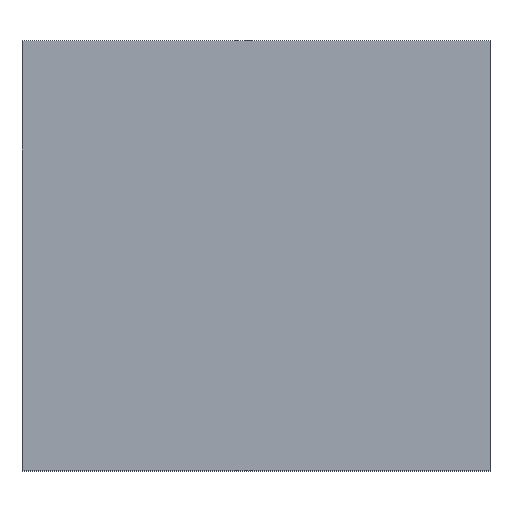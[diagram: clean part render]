
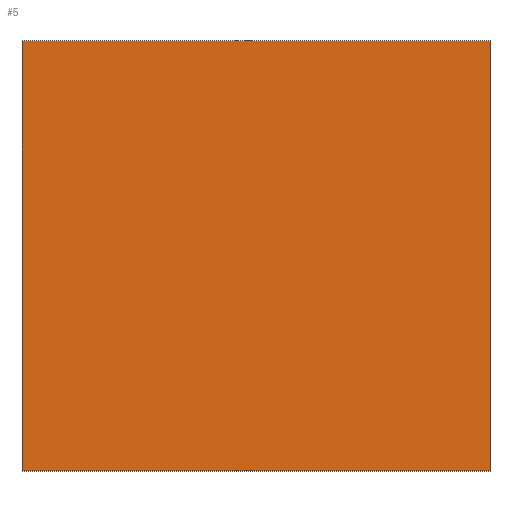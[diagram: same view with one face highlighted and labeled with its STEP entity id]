
A CAD part, top view. The second image highlights one B-rep face of the part: STEP entity #5.
In plain terms, the highlighted planar face has unit normal (0, 0, 1).
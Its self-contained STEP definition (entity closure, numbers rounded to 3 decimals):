
#5 = ADVANCED_FACE ( 'NONE', ( #228 ), #127, .F. ) ;
#30 = EDGE_CURVE ( 'NONE', #76, #121, #231, .T. ) ;
#47 = EDGE_CURVE ( 'NONE', #119, #128, #158, .T. ) ;
#48 = EDGE_CURVE ( 'NONE', #119, #76, #195, .T. ) ;
#49 = EDGE_CURVE ( 'NONE', #128, #121, #193, .T. ) ;
#59 = AXIS2_PLACEMENT_3D ( 'NONE', #120, #78, #77 ) ;
#76 = VERTEX_POINT ( 'NONE', #102 ) ;
#77 = DIRECTION ( 'NONE',  ( -1., 0., 0. ) ) ;
#78 = DIRECTION ( 'NONE',  ( 0., 0., -1. ) ) ;
#101 = CARTESIAN_POINT ( 'NONE',  ( 0., 70., 0. ) ) ;
#102 = CARTESIAN_POINT ( 'NONE',  ( 0., 0., 0. ) ) ;
#106 = DIRECTION ( 'NONE',  ( 0., -1., 0. ) ) ;
#111 = CARTESIAN_POINT ( 'NONE',  ( 0., 70., 0. ) ) ;
#112 = DIRECTION ( 'NONE',  ( 0., -1., 0. ) ) ;
#113 = DIRECTION ( 'NONE',  ( 1., 0., 0. ) ) ;
#114 = CARTESIAN_POINT ( 'NONE',  ( 0., 70., 0. ) ) ;
#119 = VERTEX_POINT ( 'NONE', #101 ) ;
#120 = CARTESIAN_POINT ( 'NONE',  ( 0., 70., 0. ) ) ;
#121 = VERTEX_POINT ( 'NONE', #147 ) ;
#127 = PLANE ( 'NONE',  #59 ) ;
#128 = VERTEX_POINT ( 'NONE', #146 ) ;
#136 = DIRECTION ( 'NONE',  ( 1., 0., 0. ) ) ;
#141 = CARTESIAN_POINT ( 'NONE',  ( 0., 0., 0. ) ) ;
#146 = CARTESIAN_POINT ( 'NONE',  ( 76.2, 70., 0. ) ) ;
#147 = CARTESIAN_POINT ( 'NONE',  ( 76.2, 0., 0. ) ) ;
#148 = CARTESIAN_POINT ( 'NONE',  ( 76.2, 70., 0. ) ) ;
#158 = LINE ( 'NONE', #114, #159 ) ;
#159 = VECTOR ( 'NONE', #113, 1000. ) ;
#166 = VECTOR ( 'NONE', #136, 1000. ) ;
#168 = ORIENTED_EDGE ( 'NONE', *, *, #30, .T. ) ;
#192 = VECTOR ( 'NONE', #106, 1000. ) ;
#193 = LINE ( 'NONE', #148, #192 ) ;
#194 = VECTOR ( 'NONE', #112, 1000. ) ;
#195 = LINE ( 'NONE', #111, #194 ) ;
#207 = ORIENTED_EDGE ( 'NONE', *, *, #47, .F. ) ;
#209 = ORIENTED_EDGE ( 'NONE', *, *, #49, .F. ) ;
#211 = ORIENTED_EDGE ( 'NONE', *, *, #48, .T. ) ;
#216 = EDGE_LOOP ( 'NONE', ( #168, #209, #207, #211 ) ) ;
#228 = FACE_OUTER_BOUND ( 'NONE', #216, .T. ) ;
#231 = LINE ( 'NONE', #141, #166 ) ;
